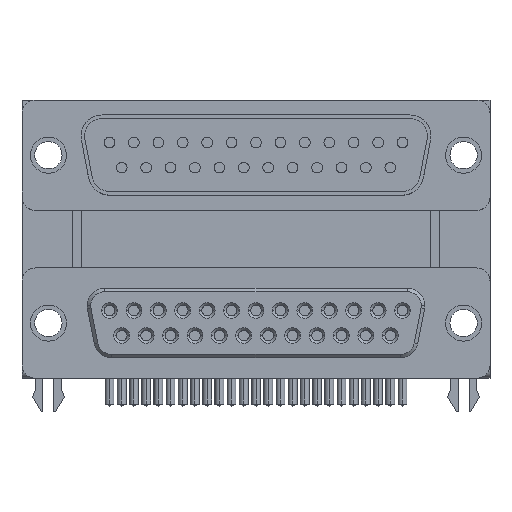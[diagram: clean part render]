
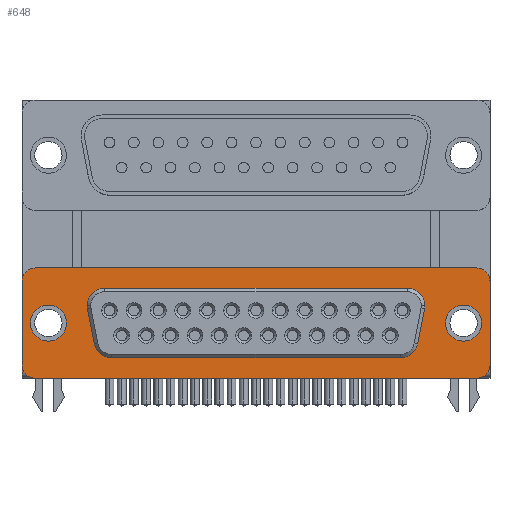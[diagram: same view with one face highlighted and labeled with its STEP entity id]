
A CAD part, top view. The second image highlights one B-rep face of the part: STEP entity #648.
In plain terms, the highlighted planar face has unit normal (0, 0, 1).
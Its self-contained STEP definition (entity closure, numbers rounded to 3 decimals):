
#648=ADVANCED_FACE('NONE',(#1824,#1825,#1826,#1827),#1828,.T.);
#1824=FACE_OUTER_BOUND('',#3873,.T.);
#1825=FACE_BOUND('',#3874,.T.);
#1826=FACE_BOUND('',#3875,.T.);
#1827=FACE_BOUND('',#3876,.T.);
#1828=PLANE('',#3877);
#3873=EDGE_LOOP('',(#7096,#7097,#7098,#7099,#7100,#7101,#7102,#7103));
#3874=EDGE_LOOP('',(#7104,#7105));
#3875=EDGE_LOOP('',(#7106,#7107));
#3876=EDGE_LOOP('',(#7108,#7109,#7110,#7111,#7112,#7113,#7114,#7115,#7116,#7117));
#3877=AXIS2_PLACEMENT_3D('',#7118,#7119,#7120);
#7096=ORIENTED_EDGE('',*,*,#13150,.T.);
#7097=ORIENTED_EDGE('',*,*,#13151,.T.);
#7098=ORIENTED_EDGE('',*,*,#13152,.T.);
#7099=ORIENTED_EDGE('',*,*,#13153,.T.);
#7100=ORIENTED_EDGE('',*,*,#13154,.T.);
#7101=ORIENTED_EDGE('',*,*,#13155,.T.);
#7102=ORIENTED_EDGE('',*,*,#13156,.T.);
#7103=ORIENTED_EDGE('',*,*,#13157,.T.);
#7104=ORIENTED_EDGE('',*,*,#13158,.F.);
#7105=ORIENTED_EDGE('',*,*,#13144,.F.);
#7106=ORIENTED_EDGE('',*,*,#13159,.F.);
#7107=ORIENTED_EDGE('',*,*,#13148,.F.);
#7108=ORIENTED_EDGE('',*,*,#13160,.F.);
#7109=ORIENTED_EDGE('',*,*,#13140,.F.);
#7110=ORIENTED_EDGE('',*,*,#13161,.F.);
#7111=ORIENTED_EDGE('',*,*,#13162,.F.);
#7112=ORIENTED_EDGE('',*,*,#12958,.F.);
#7113=ORIENTED_EDGE('',*,*,#13163,.F.);
#7114=ORIENTED_EDGE('',*,*,#13164,.F.);
#7115=ORIENTED_EDGE('',*,*,#13165,.F.);
#7116=ORIENTED_EDGE('',*,*,#13166,.F.);
#7117=ORIENTED_EDGE('',*,*,#13167,.F.);
#7118=CARTESIAN_POINT('',(-25.05,-4.775,2.53));
#7119=DIRECTION('',(0.0,0.0,1.0));
#7120=DIRECTION('',(1.0,0.0,0.0));
#12958=EDGE_CURVE('NONE',#15325,#15327,#15328,.T.);
#13140=EDGE_CURVE('NONE',#15663,#15665,#15666,.T.);
#13144=EDGE_CURVE('NONE',#15671,#15673,#15674,.T.);
#13148=EDGE_CURVE('NONE',#15679,#15681,#15682,.T.);
#13150=EDGE_CURVE('NONE',#15684,#15685,#15686,.T.);
#13151=EDGE_CURVE('NONE',#15685,#15687,#15688,.T.);
#13152=EDGE_CURVE('NONE',#15687,#15689,#15690,.T.);
#13153=EDGE_CURVE('NONE',#15689,#15691,#15692,.T.);
#13154=EDGE_CURVE('NONE',#15691,#15693,#15694,.T.);
#13155=EDGE_CURVE('NONE',#15693,#15695,#15696,.T.);
#13156=EDGE_CURVE('NONE',#15695,#15697,#15698,.T.);
#13157=EDGE_CURVE('NONE',#15697,#15684,#15699,.T.);
#13158=EDGE_CURVE('NONE',#15673,#15671,#15700,.T.);
#13159=EDGE_CURVE('NONE',#15681,#15679,#15701,.T.);
#13160=EDGE_CURVE('NONE',#15665,#15702,#15703,.T.);
#13161=EDGE_CURVE('NONE',#15704,#15663,#15705,.T.);
#13162=EDGE_CURVE('NONE',#15327,#15704,#15706,.T.);
#13163=EDGE_CURVE('NONE',#15707,#15325,#15708,.T.);
#13164=EDGE_CURVE('NONE',#15709,#15707,#15710,.T.);
#13165=EDGE_CURVE('NONE',#15711,#15709,#15712,.T.);
#13166=EDGE_CURVE('NONE',#15713,#15711,#15714,.T.);
#13167=EDGE_CURVE('NONE',#15702,#15713,#15715,.T.);
#15325=VERTEX_POINT('',#19095);
#15327=VERTEX_POINT('NONE',#19098);
#15328=CIRCLE('',#19099,2.0);
#15663=VERTEX_POINT('NONE',#19537);
#15665=VERTEX_POINT('NONE',#19540);
#15666=CIRCLE('',#19541,2.0);
#15671=VERTEX_POINT('NONE',#19547);
#15673=VERTEX_POINT('NONE',#19550);
#15674=CIRCLE('',#19551,2.05);
#15679=VERTEX_POINT('NONE',#19557);
#15681=VERTEX_POINT('NONE',#19560);
#15682=CIRCLE('',#19561,2.05);
#15684=VERTEX_POINT('NONE',#19564);
#15685=VERTEX_POINT('NONE',#19565);
#15686=CIRCLE('',#19566,1.5);
#15687=VERTEX_POINT('NONE',#19567);
#15688=LINE('',#19568,#19569);
#15689=VERTEX_POINT('NONE',#19570);
#15690=CIRCLE('',#19571,1.5);
#15691=VERTEX_POINT('NONE',#19572);
#15692=LINE('',#19573,#19574);
#15693=VERTEX_POINT('NONE',#19575);
#15694=CIRCLE('',#19576,1.5);
#15695=VERTEX_POINT('NONE',#19577);
#15696=LINE('',#19578,#19579);
#15697=VERTEX_POINT('NONE',#19580);
#15698=CIRCLE('',#19581,1.5);
#15699=LINE('',#19582,#19583);
#15700=CIRCLE('',#19584,2.05);
#15701=CIRCLE('',#19585,2.05);
#15702=VERTEX_POINT('NONE',#19586);
#15703=LINE('',#19587,#19588);
#15704=VERTEX_POINT('NONE',#19589);
#15705=CIRCLE('',#19590,2.0);
#15706=LINE('',#19591,#19592);
#15707=VERTEX_POINT('NONE',#19593);
#15708=CIRCLE('',#19594,2.0);
#15709=VERTEX_POINT('NONE',#19595);
#15710=LINE('',#19596,#19597);
#15711=VERTEX_POINT('NONE',#19598);
#15712=CIRCLE('',#19599,2.0);
#15713=VERTEX_POINT('NONE',#19600);
#15714=LINE('',#19601,#19602);
#15715=CIRCLE('',#19603,2.0);
#19095=CARTESIAN_POINT('',(19.15,-7.575,2.53));
#19098=CARTESIAN_POINT('',(17.15,-5.575,2.53));
#19099=AXIS2_PLACEMENT_3D('',#23562,#23563,#23564);
#19537=CARTESIAN_POINT('',(-19.15,-7.575,2.53));
#19540=CARTESIAN_POINT('',(-19.113,-7.957,2.53));
#19541=AXIS2_PLACEMENT_3D('',#23900,#23901,#23902);
#19547=CARTESIAN_POINT('',(21.5,-9.525,2.53));
#19550=CARTESIAN_POINT('',(25.6,-9.525,2.53));
#19551=AXIS2_PLACEMENT_3D('',#23908,#23909,#23910);
#19557=CARTESIAN_POINT('',(-25.6,-9.525,2.53));
#19560=CARTESIAN_POINT('',(-21.5,-9.525,2.53));
#19561=AXIS2_PLACEMENT_3D('',#23916,#23917,#23918);
#19564=CARTESIAN_POINT('',(-25.05,-3.275,2.53));
#19565=CARTESIAN_POINT('',(-26.55,-4.775,2.53));
#19566=AXIS2_PLACEMENT_3D('',#23920,#23921,#23922);
#19567=CARTESIAN_POINT('',(-26.55,-14.275,2.53));
#19568=CARTESIAN_POINT('',(-26.55,-4.775,2.53));
#19569=VECTOR('',#23923,1000.0);
#19570=CARTESIAN_POINT('',(-25.05,-15.775,2.53));
#19571=AXIS2_PLACEMENT_3D('',#23924,#23925,#23926);
#19572=CARTESIAN_POINT('',(25.05,-15.775,2.53));
#19573=CARTESIAN_POINT('',(-25.05,-15.775,2.53));
#19574=VECTOR('',#23927,1000.0);
#19575=CARTESIAN_POINT('',(26.55,-14.275,2.53));
#19576=AXIS2_PLACEMENT_3D('',#23928,#23929,#23930);
#19577=CARTESIAN_POINT('',(26.55,-4.775,2.53));
#19578=CARTESIAN_POINT('',(26.55,-14.275,2.53));
#19579=VECTOR('',#23931,1000.0);
#19580=CARTESIAN_POINT('',(25.05,-3.275,2.53));
#19581=AXIS2_PLACEMENT_3D('',#23932,#23933,#23934);
#19582=CARTESIAN_POINT('',(25.05,-3.275,2.53));
#19583=VECTOR('',#23935,1000.0);
#19584=AXIS2_PLACEMENT_3D('',#23936,#23937,#23938);
#19585=AXIS2_PLACEMENT_3D('',#23939,#23940,#23941);
#19586=CARTESIAN_POINT('',(-18.355,-11.857,2.53));
#19587=CARTESIAN_POINT('',(-18.355,-11.857,2.53));
#19588=VECTOR('',#23942,1000.0);
#19589=CARTESIAN_POINT('',(-17.15,-5.575,2.53));
#19590=AXIS2_PLACEMENT_3D('',#23943,#23944,#23945);
#19591=CARTESIAN_POINT('',(-17.15,-5.575,2.53));
#19592=VECTOR('',#23946,1000.0);
#19593=CARTESIAN_POINT('',(19.113,-7.957,2.53));
#19594=AXIS2_PLACEMENT_3D('',#23947,#23948,#23949);
#19595=CARTESIAN_POINT('',(18.355,-11.857,2.53));
#19596=CARTESIAN_POINT('',(18.355,-11.857,2.53));
#19597=VECTOR('',#23950,1000.0);
#19598=CARTESIAN_POINT('',(16.392,-13.475,2.53));
#19599=AXIS2_PLACEMENT_3D('',#23951,#23952,#23953);
#19600=CARTESIAN_POINT('',(-16.392,-13.475,2.53));
#19601=CARTESIAN_POINT('',(-16.392,-13.475,2.53));
#19602=VECTOR('',#23954,1000.0);
#19603=AXIS2_PLACEMENT_3D('',#23955,#23956,#23957);
#23562=CARTESIAN_POINT('',(17.15,-7.575,2.53));
#23563=DIRECTION('',(0.0,0.0,1.0));
#23564=DIRECTION('',(1.0,0.0,0.0));
#23900=CARTESIAN_POINT('',(-17.15,-7.575,2.53));
#23901=DIRECTION('',(0.0,0.0,1.0));
#23902=DIRECTION('',(-1.0,0.0,0.0));
#23908=CARTESIAN_POINT('',(23.55,-9.525,2.53));
#23909=DIRECTION('',(0.0,0.0,1.0));
#23910=DIRECTION('',(1.0,0.0,0.0));
#23916=CARTESIAN_POINT('',(-23.55,-9.525,2.53));
#23917=DIRECTION('',(0.0,0.0,1.0));
#23918=DIRECTION('',(-1.0,0.0,0.0));
#23920=CARTESIAN_POINT('',(-25.05,-4.775,2.53));
#23921=DIRECTION('',(0.0,0.0,1.0));
#23922=DIRECTION('',(1.0,0.0,0.0));
#23923=DIRECTION('',(0.0,-1.0,0.0));
#23924=CARTESIAN_POINT('',(-25.05,-14.275,2.53));
#23925=DIRECTION('',(0.0,0.0,1.0));
#23926=DIRECTION('',(1.0,0.0,0.0));
#23927=DIRECTION('',(1.0,0.0,0.0));
#23928=CARTESIAN_POINT('',(25.05,-14.275,2.53));
#23929=DIRECTION('',(0.0,0.0,1.0));
#23930=DIRECTION('',(1.0,0.0,0.0));
#23931=DIRECTION('',(0.0,1.0,0.0));
#23932=CARTESIAN_POINT('',(25.05,-4.775,2.53));
#23933=DIRECTION('',(0.0,0.0,1.0));
#23934=DIRECTION('',(1.0,0.0,0.0));
#23935=DIRECTION('',(-1.0,0.,0.0));
#23936=CARTESIAN_POINT('',(23.55,-9.525,2.53));
#23937=DIRECTION('',(0.0,0.0,1.0));
#23938=DIRECTION('',(1.0,0.0,0.0));
#23939=CARTESIAN_POINT('',(-23.55,-9.525,2.53));
#23940=DIRECTION('',(0.0,0.0,1.0));
#23941=DIRECTION('',(-1.0,0.0,0.0));
#23942=DIRECTION('',(0.191,-0.982,-0.0));
#23943=CARTESIAN_POINT('',(-17.15,-7.575,2.53));
#23944=DIRECTION('',(0.0,0.0,1.0));
#23945=DIRECTION('',(-1.0,0.0,0.0));
#23946=DIRECTION('',(-1.0,0.,-0.0));
#23947=CARTESIAN_POINT('',(17.15,-7.575,2.53));
#23948=DIRECTION('',(0.0,0.0,1.0));
#23949=DIRECTION('',(1.0,0.0,0.0));
#23950=DIRECTION('',(0.191,0.982,0.0));
#23951=CARTESIAN_POINT('',(16.392,-11.475,2.53));
#23952=DIRECTION('',(0.0,0.0,1.0));
#23953=DIRECTION('',(1.0,0.0,0.0));
#23954=DIRECTION('',(1.0,0.,0.0));
#23955=CARTESIAN_POINT('',(-16.392,-11.475,2.53));
#23956=DIRECTION('',(0.0,0.0,1.0));
#23957=DIRECTION('',(-1.0,0.0,0.0));
